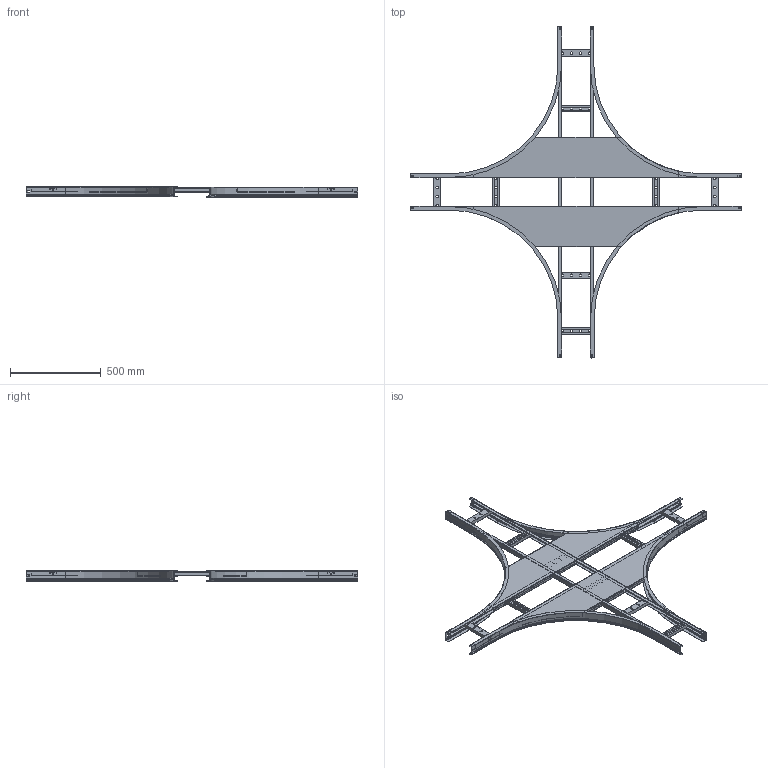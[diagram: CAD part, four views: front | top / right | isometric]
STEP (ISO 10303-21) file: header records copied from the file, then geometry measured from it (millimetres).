
FILE_DESCRIPTION (( 'STEP AP214' ), '1' );
FILE_NAME ('EAKR05-4--00 (55õ200).STEP', '2021-03-08T07:51:38', ( '' ), ( '' ), 'SwSTEP 2.0', 'SolidWorks 2017', '' );
FILE_SCHEMA (( 'AUTOMOTIVE_DESIGN' ));
Length unit declared in the file: millimetre
Products named in the file (8): 岓臍 195.02.20 冓憵 600-00_-00 (200); 岓臍 195.02.10 捘 冓憵-00_-00 (1774; ÊÈÂÀ 195.02.04 Ï-ïðîôèëü-00_-00 (1774); EAKR05-4--00 (55õ200); ÊÈÂÀ 195.02.05 Ï-ïðîôèëü-00_668.2; ÊÈÂÀ 195.01.03_Ïëàíêà ïîïåðå÷íàÿ-00_-00; ÊÈÂÀ 195.02.01 Ëîíæåðîí áàçîâûé-00_-00; 195.02.02_Ïëàñòèíà ñîåäèíèòåëüíàÿ-00_-00 (200)
Assembly tree (23 placements, depth 3):
  EAKR05-4--00 (55õ200)
    岓臍 195.02.10 捘 冓憵-00_-00 (1774
      ÊÈÂÀ 195.02.04 Ï-ïðîôèëü-00_-00 (1774)  x2
      ÊÈÂÀ 195.01.03_Ïëàíêà ïîïåðå÷íàÿ-00_-00  x6
    ÊÈÂÀ 195.02.01 Ëîíæåðîí áàçîâûé-00_-00  x4
    岓臍 195.02.20 冓憵 600-00_-00 (200)  x2
      ÊÈÂÀ 195.02.05 Ï-ïðîôèëü-00_668.2
      ÊÈÂÀ 195.01.03_Ïëàíêà ïîïåðå÷íàÿ-00_-00
    195.02.02_Ïëàñòèíà ñîåäèíèòåëüíàÿ-00_-00 (200)  x4
Bounding box: 1834 x 1834 x 56.48 mm (x, y, z)
Volume: 2250293.2 mm3; surface area: 3804870.4 mm2
Topology: 24 solids, 24 shells, 1440 faces, 3760 edges, 2368 vertices
Faces by surface type: plane 1016, cylinder 384, torus 24, cone 16
Entity records: 9504 total; most frequent: DIRECTION 1642, CARTESIAN_POINT 1578, ORIENTED_EDGE 1540, EDGE_CURVE 770, VECTOR 562, LINE 562, AXIS2_PLACEMENT_3D 540, VERTEX_POINT 476
